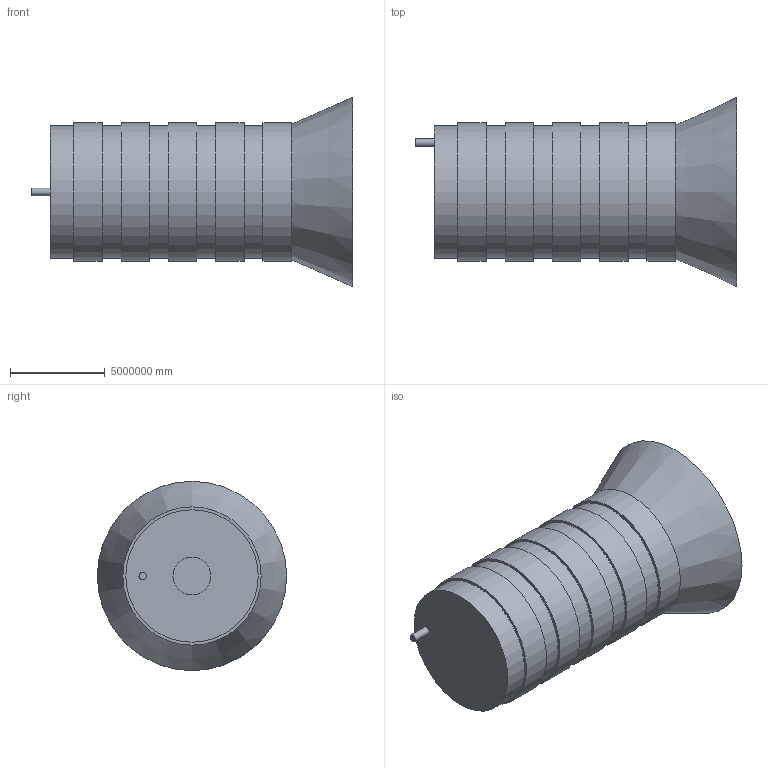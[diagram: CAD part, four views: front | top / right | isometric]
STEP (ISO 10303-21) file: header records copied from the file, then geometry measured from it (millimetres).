
FILE_DESCRIPTION(('FreeCAD Model'),'2;1');
FILE_NAME('Open CASCADE Shape Model','2025-09-12T11:19:16',('Author'),( ''),'Open CASCADE STEP processor 7.8','FreeCAD','Unknown');
FILE_SCHEMA(('AUTOMOTIVE_DESIGN { 1 0 10303 214 1 1 1 1 }'));
Length unit declared in the file: metre
Products named in the file (22): Nozzle; PlasmaMotor_2; FullHydrogenPlasmaMotorAssembly; Reactor; Shield; Coil_0; Coil_3; Injector_0; Coil_1; Coil_2; Coil_4; Injector_3; Injector_2; Tank_1; Injector_1; Tank_0; Injector_4; PlasmaMotor_0; AuxMotor_2; AuxMotor_1; AuxMotor_0; PlasmaMotor_1
Bounding box: 17000000 x 10000000 x 10000000 mm (x, y, z)
Volume: 1334888374850240905216 mm3
Topology: 42 solids, 44 shells, 130 faces, 162 edges, 108 vertices
Faces by surface type: plane 76, cylinder 46, sphere 6, cone 2
Full cylindrical faces by diameter (mm): 400000 x10, 1600000 x6, 2000000 x4, 6500000 x2, 6700000 x2, 6900000 x10, 7000000 x2, 7300000 x10
Entity records: 5019 total; most frequent: DIRECTION 790, CARTESIAN_POINT 665, ORIENTED_EDGE 288, PCURVE 288, DEFINITIONAL_REPRESENTATION 288, LINE 240, VECTOR 240, AXIS2_PLACEMENT_3D 227
